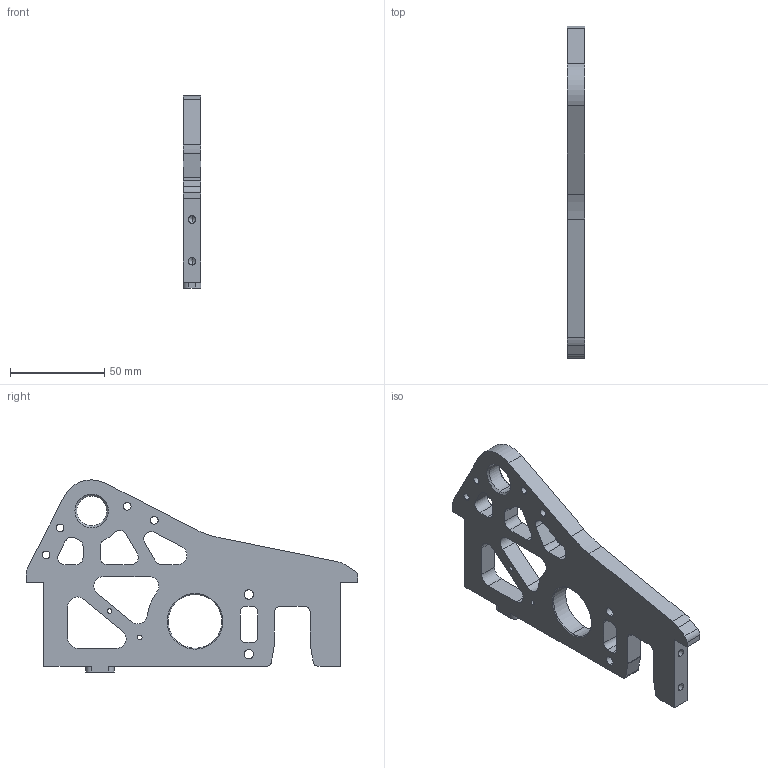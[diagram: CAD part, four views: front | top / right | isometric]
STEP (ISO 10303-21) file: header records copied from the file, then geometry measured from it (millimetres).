
FILE_DESCRIPTION (( 'STEP AP214' ), '1' );
FILE_NAME ('RightUpright.STEP', '2024-10-22T02:10:51', ( '' ), ( '' ), 'SwSTEP 2.0', 'SolidWorks 2024', '' );
FILE_SCHEMA (( 'AUTOMOTIVE_DESIGN' ));
Length unit declared in the file: inch
Products named in the file (1): RightUpright
Bounding box: 9.53 x 176.53 x 102.22 mm (x, y, z)
Volume: 80884.7 mm3; surface area: 29360.4 mm2
Topology: 1 solids, 1 shells, 138 faces, 388 edges, 245 vertices
Faces by surface type: cylinder 77, plane 41, cone 20
Entity records: 4485 total; most frequent: DIRECTION 812, CARTESIAN_POINT 758, ORIENTED_EDGE 748, EDGE_CURVE 374, AXIS2_PLACEMENT_3D 299, VERTEX_POINT 245, VECTOR 214, LINE 214
